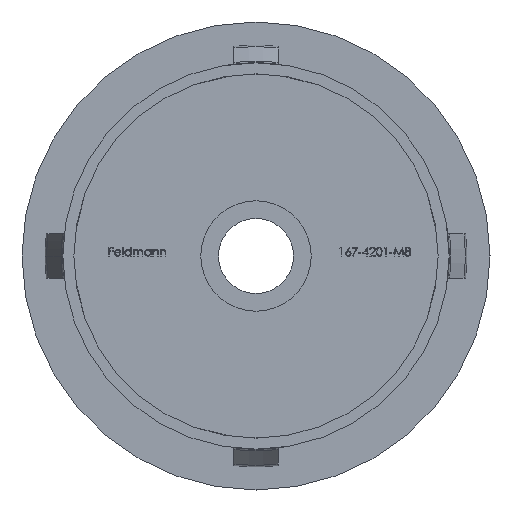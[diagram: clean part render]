
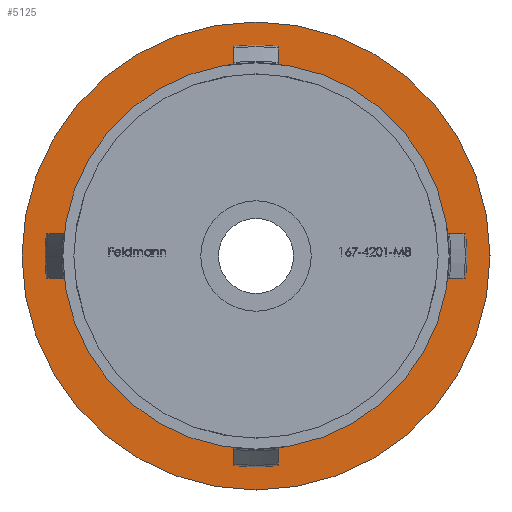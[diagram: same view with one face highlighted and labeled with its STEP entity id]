
A CAD part, front view. The second image highlights one B-rep face of the part: STEP entity #5125.
In plain terms, the highlighted planar face has unit normal (0, -1, 0).
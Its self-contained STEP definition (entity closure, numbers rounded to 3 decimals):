
#28 = CARTESIAN_POINT ( 'NONE',  ( 0., 25.7, 0. ) ) ;
#212 = CARTESIAN_POINT ( 'NONE',  ( 0., 25.7, 0. ) ) ;
#226 = AXIS2_PLACEMENT_3D ( 'NONE', #13956, #12654, #6640 ) ;
#3009 = CARTESIAN_POINT ( 'NONE',  ( 0., 25.7, 0. ) ) ;
#3932 = VERTEX_POINT ( 'NONE', #4665 ) ;
#3984 = VERTEX_POINT ( 'NONE', #8430 ) ;
#4001 = DIRECTION ( 'NONE',  ( -1., 0., 0. ) ) ;
#4358 = EDGE_CURVE ( 'NONE', #9178, #3984, #6356, .T. ) ;
#4665 = CARTESIAN_POINT ( 'NONE',  ( -17.5, 25.7, 0. ) ) ;
#4742 = DIRECTION ( 'NONE',  ( -1., 0., 0. ) ) ;
#5095 = ORIENTED_EDGE ( 'NONE', *, *, #10937, .T. ) ;
#5125 = ADVANCED_FACE ( 'NONE', ( #12823, #9576 ), #6583, .F. ) ;
#5356 = DIRECTION ( 'NONE',  ( -1., 0., 0. ) ) ;
#5409 = DIRECTION ( 'NONE',  ( 0., 1., 0. ) ) ;
#5605 = EDGE_LOOP ( 'NONE', ( #5095, #7368 ) ) ;
#5609 = ORIENTED_EDGE ( 'NONE', *, *, #4358, .F. ) ;
#5690 = CIRCLE ( 'NONE', #10743, 17.5 ) ;
#5984 = DIRECTION ( 'NONE',  ( 0., 1., 0. ) ) ;
#6356 = CIRCLE ( 'NONE', #13849, 21.2 ) ;
#6583 = PLANE ( 'NONE',  #226 ) ;
#6640 = DIRECTION ( 'NONE',  ( -1., 0., 0. ) ) ;
#6756 = EDGE_LOOP ( 'NONE', ( #14022, #5609 ) ) ;
#7368 = ORIENTED_EDGE ( 'NONE', *, *, #11196, .T. ) ;
#8154 = CIRCLE ( 'NONE', #10439, 17.5 ) ;
#8430 = CARTESIAN_POINT ( 'NONE',  ( -21.2, 25.7, 0. ) ) ;
#8688 = EDGE_CURVE ( 'NONE', #3984, #9178, #13504, .T. ) ;
#9178 = VERTEX_POINT ( 'NONE', #11804 ) ;
#9576 = FACE_BOUND ( 'NONE', #5605, .T. ) ;
#9989 = DIRECTION ( 'NONE',  ( 0., 1., 0. ) ) ;
#10439 = AXIS2_PLACEMENT_3D ( 'NONE', #15580, #5984, #13127 ) ;
#10743 = AXIS2_PLACEMENT_3D ( 'NONE', #212, #13586, #4001 ) ;
#10917 = CARTESIAN_POINT ( 'NONE',  ( 17.5, 25.7, 0. ) ) ;
#10937 = EDGE_CURVE ( 'NONE', #3932, #14939, #5690, .T. ) ;
#11196 = EDGE_CURVE ( 'NONE', #14939, #3932, #8154, .T. ) ;
#11804 = CARTESIAN_POINT ( 'NONE',  ( 21.2, 25.7, 0. ) ) ;
#12564 = AXIS2_PLACEMENT_3D ( 'NONE', #3009, #5409, #5356 ) ;
#12654 = DIRECTION ( 'NONE',  ( 0., 1., 0. ) ) ;
#12823 = FACE_OUTER_BOUND ( 'NONE', #6756, .T. ) ;
#13127 = DIRECTION ( 'NONE',  ( -1., 0., 0. ) ) ;
#13504 = CIRCLE ( 'NONE', #12564, 21.2 ) ;
#13586 = DIRECTION ( 'NONE',  ( 0., 1., 0. ) ) ;
#13849 = AXIS2_PLACEMENT_3D ( 'NONE', #28, #9989, #4742 ) ;
#13956 = CARTESIAN_POINT ( 'NONE',  ( 21.2, 25.7, 0. ) ) ;
#14022 = ORIENTED_EDGE ( 'NONE', *, *, #8688, .F. ) ;
#14939 = VERTEX_POINT ( 'NONE', #10917 ) ;
#15580 = CARTESIAN_POINT ( 'NONE',  ( 0., 25.7, 0. ) ) ;
